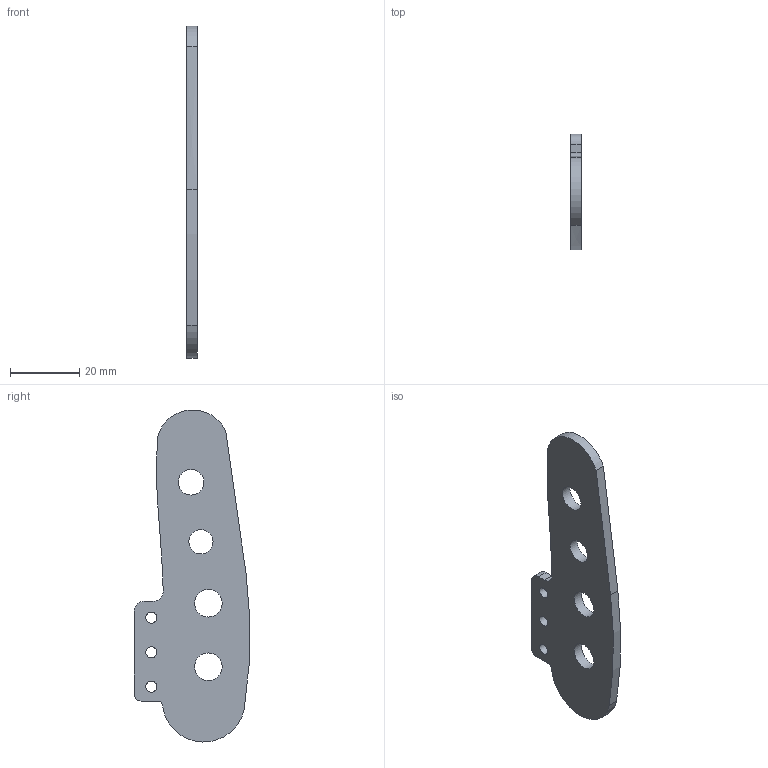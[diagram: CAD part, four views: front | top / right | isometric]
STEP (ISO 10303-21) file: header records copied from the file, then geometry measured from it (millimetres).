
FILE_DESCRIPTION(/* description */ (''),/* implementation_level */ '2;1');
FILE_NAME(/* name */ 'steeringWheel_2023_Paddle v2 v1.step',/* time_stamp */ '2023-02-08T13:36:19+08:00',/* author */ (''),/* organization */ (''),/* preprocessor_version */ 'ST-DEVELOPER v19.2',/* originating_system */ 'Autodesk Translation Framework v11.17.0.187',/* authorisation */ '');
FILE_SCHEMA (('AUTOMOTIVE_DESIGN { 1 0 10303 214 3 1 1 }'));
Length unit declared in the file: millimetre
Products named in the file (1): steeringWheel_2023_Paddle v2
Bounding box: 3 x 33.52 x 96.19 mm (x, y, z)
Volume: 6558.4 mm3; surface area: 5443.3 mm2
Topology: 1 solids, 1 shells, 23 faces, 63 edges, 42 vertices
Faces by surface type: cylinder 14, plane 5, bspline 4
Full cylindrical faces by diameter (mm): 3.2 x3, 7 x1, 7.424 x1, 8 x2
Entity records: 1110 total; most frequent: CARTESIAN_POINT 469, ORIENTED_EDGE 126, DIRECTION 123, EDGE_CURVE 63, AXIS2_PLACEMENT_3D 48, VERTEX_POINT 42, EDGE_LOOP 37, CIRCLE 28
